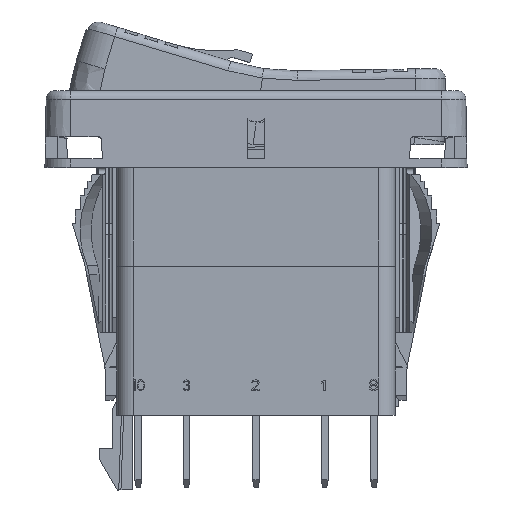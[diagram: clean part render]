
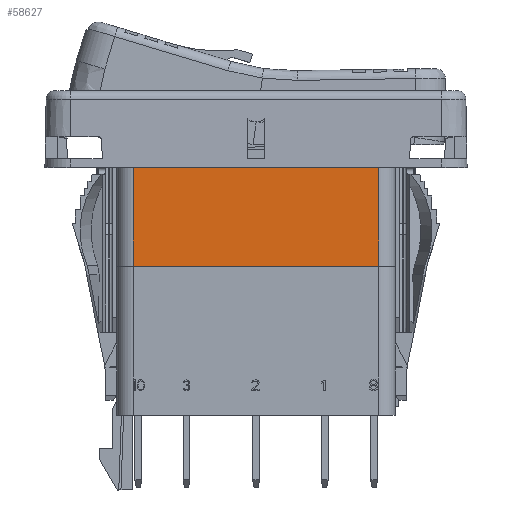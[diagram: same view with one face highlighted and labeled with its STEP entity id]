
A CAD part, top view. The second image highlights one B-rep face of the part: STEP entity #58627.
In plain terms, the highlighted planar face has unit normal (0, 0, 1).
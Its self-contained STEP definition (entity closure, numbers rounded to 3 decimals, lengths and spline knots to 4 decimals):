
#2002=DIRECTION('',(-1.,0.,0.));
#2003=VECTOR('',#2002,1.116);
#2004=CARTESIAN_POINT('',(0.558,0.452,0.41));
#2005=LINE('',#2004,#2003);
#18901=DIRECTION('',(0.,-1.,0.));
#18902=VECTOR('',#18901,0.45);
#18903=CARTESIAN_POINT('',(-0.558,0.452,0.41));
#18904=LINE('',#18903,#18902);
#18919=DIRECTION('',(-1.,0.,0.));
#18920=VECTOR('',#18919,1.116);
#18921=CARTESIAN_POINT('',(0.558,0.002,0.41));
#18922=LINE('',#18921,#18920);
#18923=DIRECTION('',(0.,1.,0.));
#18924=VECTOR('',#18923,0.45);
#18925=CARTESIAN_POINT('',(0.558,0.002,0.41));
#18926=LINE('',#18925,#18924);
#31814=CARTESIAN_POINT('',(0.558,0.002,0.41));
#31815=CARTESIAN_POINT('',(0.558,0.452,0.41));
#31816=VERTEX_POINT('',#31814);
#31817=VERTEX_POINT('',#31815);
#31822=CARTESIAN_POINT('',(-0.558,0.452,0.41));
#31823=CARTESIAN_POINT('',(-0.558,0.002,0.41));
#31824=VERTEX_POINT('',#31822);
#31825=VERTEX_POINT('',#31823);
#58615=CARTESIAN_POINT('',(0.,0.452,0.41));
#58616=DIRECTION('',(0.,0.,-1.));
#58617=DIRECTION('',(-1.,0.,0.));
#58618=AXIS2_PLACEMENT_3D('',#58615,#58616,#58617);
#58619=PLANE('',#58618);
#58621=ORIENTED_EDGE('',*,*,#58620,.F.);
#58622=ORIENTED_EDGE('',*,*,#35718,.T.);
#58623=ORIENTED_EDGE('',*,*,#58607,.F.);
#58624=ORIENTED_EDGE('',*,*,#36507,.F.);
#58625=EDGE_LOOP('',(#58621,#58622,#58623,#58624));
#58626=FACE_OUTER_BOUND('',#58625,.F.);
#35718=EDGE_CURVE('',#31816,#31825,#18922,.T.);
#36507=EDGE_CURVE('',#31817,#31824,#2005,.T.);
#58607=EDGE_CURVE('',#31824,#31825,#18904,.T.);
#58620=EDGE_CURVE('',#31816,#31817,#18926,.T.);
#58627=ADVANCED_FACE('',(#58626),#58619,.F.);
